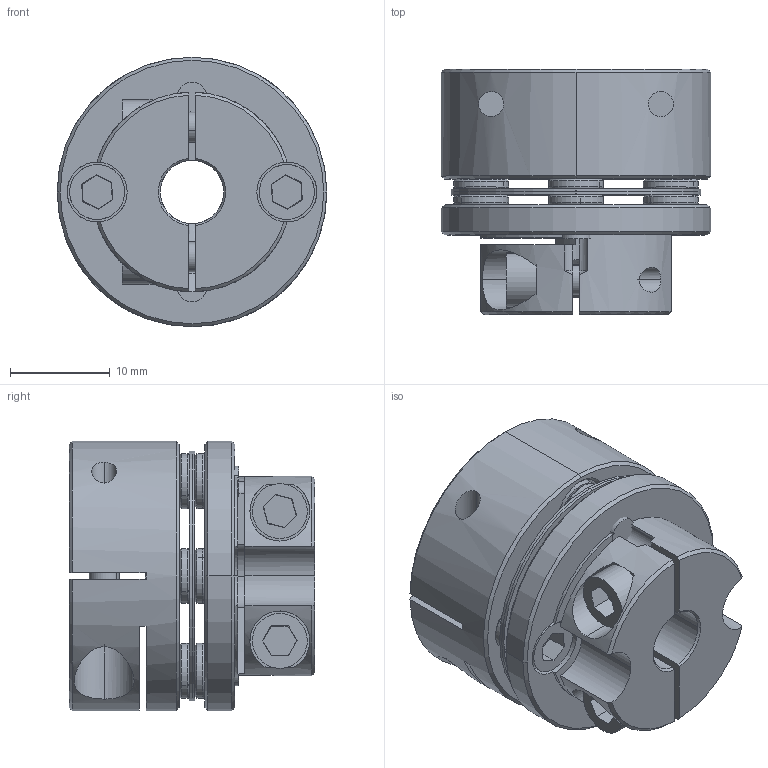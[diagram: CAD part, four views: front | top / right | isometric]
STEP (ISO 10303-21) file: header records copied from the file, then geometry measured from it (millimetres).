
FILE_DESCRIPTION(/* description */ ('Alibre Inc.'),/* implementation_level */ '2;1');
FILE_NAME(/* name */ 'export-45261EAB-2FDB-4E8B-A995-BAD985EDF606',/* time_stamp */ '2024-06-07T15:10:38+02:00',/* author */ (''),/* organization */ (''),/* preprocessor_version */ 'ST-DEVELOPER v17',/* originating_system */ 'Alibre',/* authorisation */ '');
FILE_SCHEMA (('AUTOMOTIVE_DESIGN'));
Length unit declared in the file: millimetre
Products named in the file (8): Á³µ·_M3L7; SB27ºÝ¥»Åé_27¤º6.35; Á³µ·®Mµ©_SGS27; ¶ê½L¼u¤ù_SGS27; Á³µ·_M3L6; SG27ºÝ¥»Åé_27¤º8; SG ºÝ¥»Åé²Õ¦X_SG27; SGS27(6.35-8)
Bounding box: 27 x 24.6 x 27 mm (x, y, z)
Volume: 8515.6 mm3; surface area: 10935.5 mm2
Topology: 22 solids, 22 shells, 437 faces, 1045 edges, 657 vertices
Faces by surface type: cylinder 184, plane 129, cone 108, torus 16
Entity records: 7539 total; most frequent: CARTESIAN_POINT 1768, DIRECTION 1234, ORIENTED_EDGE 1118, EDGE_CURVE 559, AXIS2_PLACEMENT_3D 526, VERTEX_POINT 353, CIRCLE 267, EDGE_LOOP 258
